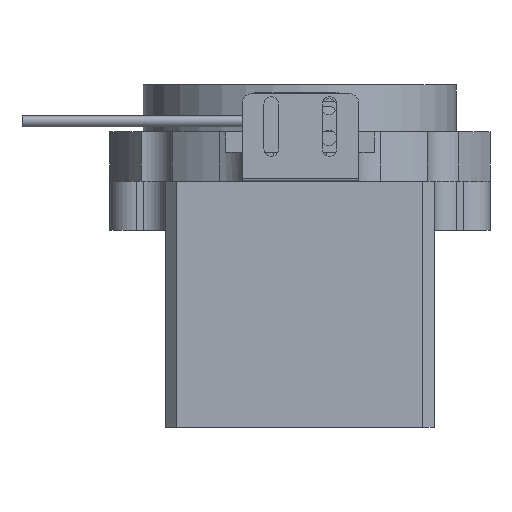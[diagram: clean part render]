
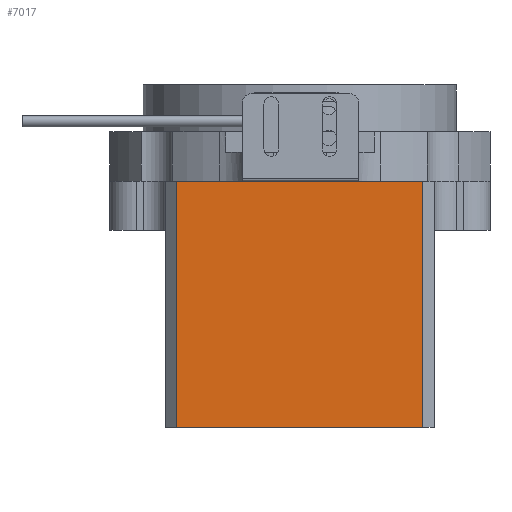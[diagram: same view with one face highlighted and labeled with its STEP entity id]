
A CAD part, front view. The second image highlights one B-rep face of the part: STEP entity #7017.
In plain terms, the highlighted planar face has unit normal (0, -1, 0).
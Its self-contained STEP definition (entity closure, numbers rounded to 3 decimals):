
#209 = AXIS2_PLACEMENT_3D ( 'NONE', #2243, #8194, #7614 ) ;
#296 = VERTEX_POINT ( 'NONE', #1837 ) ;
#482 = EDGE_CURVE ( 'NONE', #5702, #1283, #8715, .T. ) ;
#707 = VECTOR ( 'NONE', #2929, 1000. ) ;
#1283 = VERTEX_POINT ( 'NONE', #4773 ) ;
#1657 = CARTESIAN_POINT ( 'NONE',  ( 27.5, -77., -44. ) ) ;
#1764 = LINE ( 'NONE', #7718, #4301 ) ;
#1837 = CARTESIAN_POINT ( 'NONE',  ( -27.5, -77., -44. ) ) ;
#1843 = VECTOR ( 'NONE', #8491, 1000. ) ;
#2154 = FACE_OUTER_BOUND ( 'NONE', #4932, .T. ) ;
#2243 = CARTESIAN_POINT ( 'NONE',  ( -27.5, -77., 32.7 ) ) ;
#2259 = DIRECTION ( 'NONE',  ( -1., 0., 0. ) ) ;
#2929 = DIRECTION ( 'NONE',  ( 0., 0., -1. ) ) ;
#3849 = ORIENTED_EDGE ( 'NONE', *, *, #5456, .F. ) ;
#4167 = PLANE ( 'NONE',  #209 ) ;
#4301 = VECTOR ( 'NONE', #2259, 1000. ) ;
#4479 = LINE ( 'NONE', #5144, #1843 ) ;
#4562 = EDGE_CURVE ( 'NONE', #8462, #296, #1764, .T. ) ;
#4773 = CARTESIAN_POINT ( 'NONE',  ( 27.5, -77., 11. ) ) ;
#4897 = EDGE_CURVE ( 'NONE', #5702, #296, #7753, .T. ) ;
#4932 = EDGE_LOOP ( 'NONE', ( #6108, #7045, #7165, #3849 ) ) ;
#5144 = CARTESIAN_POINT ( 'NONE',  ( 27.5, -77., 32.7 ) ) ;
#5428 = VECTOR ( 'NONE', #8057, 1000. ) ;
#5456 = EDGE_CURVE ( 'NONE', #1283, #8462, #4479, .T. ) ;
#5702 = VERTEX_POINT ( 'NONE', #6447 ) ;
#6108 = ORIENTED_EDGE ( 'NONE', *, *, #482, .F. ) ;
#6447 = CARTESIAN_POINT ( 'NONE',  ( -27.5, -77., 11. ) ) ;
#7017 = ADVANCED_FACE ( 'NONE', ( #2154 ), #4167, .F. ) ;
#7045 = ORIENTED_EDGE ( 'NONE', *, *, #4897, .T. ) ;
#7090 = CARTESIAN_POINT ( 'NONE',  ( -27.5, -77., 32.7 ) ) ;
#7165 = ORIENTED_EDGE ( 'NONE', *, *, #4562, .F. ) ;
#7614 = DIRECTION ( 'NONE',  ( 1., 0., 0. ) ) ;
#7718 = CARTESIAN_POINT ( 'NONE',  ( 27.5, -77., -44. ) ) ;
#7753 = LINE ( 'NONE', #7090, #707 ) ;
#8057 = DIRECTION ( 'NONE',  ( 1., 0., 0. ) ) ;
#8141 = CARTESIAN_POINT ( 'NONE',  ( -27.5, -77., 11. ) ) ;
#8194 = DIRECTION ( 'NONE',  ( 0., 1., 0. ) ) ;
#8462 = VERTEX_POINT ( 'NONE', #1657 ) ;
#8491 = DIRECTION ( 'NONE',  ( 0., 0., -1. ) ) ;
#8715 = LINE ( 'NONE', #8141, #5428 ) ;
